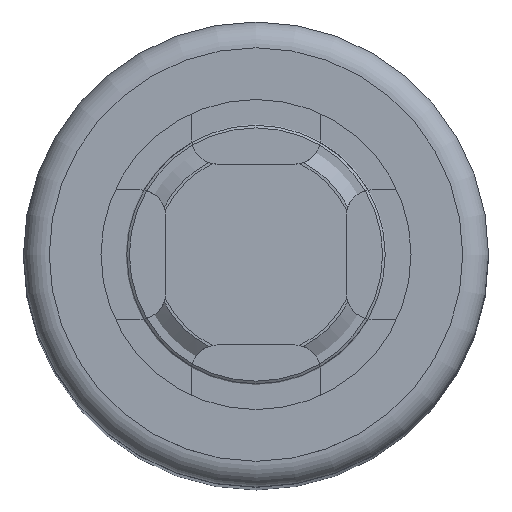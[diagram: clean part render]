
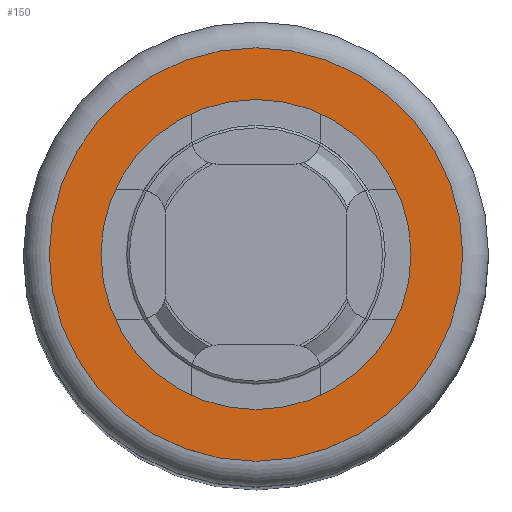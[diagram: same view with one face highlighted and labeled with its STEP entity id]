
A CAD part, top view. The second image highlights one B-rep face of the part: STEP entity #150.
In plain terms, the highlighted planar face has unit normal (0, 0, 1).
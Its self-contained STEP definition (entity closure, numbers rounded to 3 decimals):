
#150=ADVANCED_FACE('',(#794,#796),#798,.T.);
#794=FACE_BOUND('',#795,.T.);
#795=EDGE_LOOP('',(#1296));
#796=FACE_BOUND('',#797,.T.);
#797=EDGE_LOOP('',(#1297));
#798=PLANE('',#799);
#799=AXIS2_PLACEMENT_3D('',#800,#801,#802);
#800=CARTESIAN_POINT('',(0.,0.,0.));
#801=DIRECTION('',(0.,0.,1.));
#802=DIRECTION('',(0.,1.,0.));
#1296=ORIENTED_EDGE('',*,*,#1586,.F.);
#1297=ORIENTED_EDGE('',*,*,#1582,.T.);
#1582=EDGE_CURVE('',#1734,#1734,#1735,.T.);
#1586=EDGE_CURVE('',#1742,#1742,#1743,.T.);
#1734=VERTEX_POINT('',#2002);
#1735=CIRCLE('',#2003,6.);
#1742=VERTEX_POINT('',#2022);
#1743=CIRCLE('',#2023,8.);
#2002=CARTESIAN_POINT('',(0.,6.,0.));
#2003=AXIS2_PLACEMENT_3D('',#2004,#2005,#2006);
#2004=CARTESIAN_POINT('',(0.,0.,0.));
#2005=DIRECTION('',(0.,0.,-1.));
#2006=DIRECTION('',(0.,1.,0.));
#2022=CARTESIAN_POINT('',(0.,8.,0.));
#2023=AXIS2_PLACEMENT_3D('',#2024,#2025,#2026);
#2024=CARTESIAN_POINT('',(0.,0.,0.));
#2025=DIRECTION('',(0.,0.,-1.));
#2026=DIRECTION('',(0.,1.,0.));
